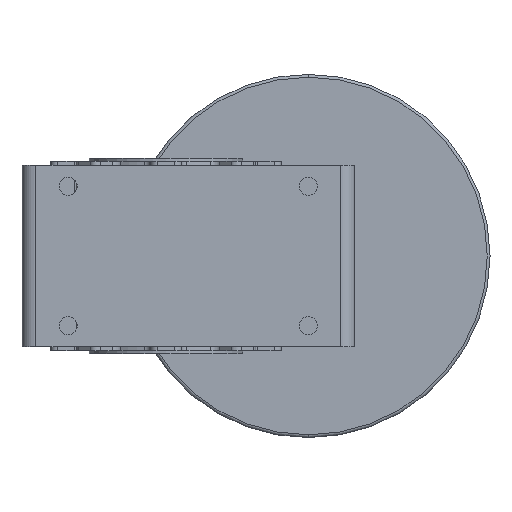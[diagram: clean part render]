
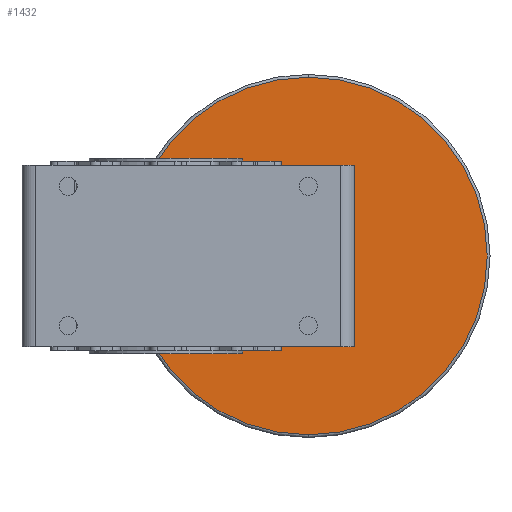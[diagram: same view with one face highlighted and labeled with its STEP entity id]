
A CAD part, front view. The second image highlights one B-rep face of the part: STEP entity #1432.
In plain terms, the highlighted planar face has unit normal (0, -1, 0).
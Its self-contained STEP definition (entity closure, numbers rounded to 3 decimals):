
#92 = DIRECTION ( 'NONE',  ( 0., -1., 0. ) ) ;
#287 = CARTESIAN_POINT ( 'NONE',  ( 240., 218., -42.169 ) ) ;
#466 = VERTEX_POINT ( 'NONE', #1888 ) ;
#470 = EDGE_LOOP ( 'NONE', ( #4812, #1877 ) ) ;
#621 = CARTESIAN_POINT ( 'NONE',  ( 240., 218., 63. ) ) ;
#699 = FACE_OUTER_BOUND ( 'NONE', #2971, .T. ) ;
#828 = CARTESIAN_POINT ( 'NONE',  ( 240., 218., -65. ) ) ;
#936 = ORIENTED_EDGE ( 'NONE', *, *, #4041, .T. ) ;
#946 = DIRECTION ( 'NONE',  ( 0., -1., 0. ) ) ;
#987 = CIRCLE ( 'NONE', #6377, 128. ) ;
#1403 = CIRCLE ( 'NONE', #4795, 22.831 ) ;
#1432 = ADVANCED_FACE ( 'NONE', ( #699, #2968 ), #3653, .T. ) ;
#1667 = VERTEX_POINT ( 'NONE', #7049 ) ;
#1877 = ORIENTED_EDGE ( 'NONE', *, *, #5593, .F. ) ;
#1888 = CARTESIAN_POINT ( 'NONE',  ( 240., 218., -193. ) ) ;
#2058 = CIRCLE ( 'NONE', #2984, 22.831 ) ;
#2717 = CARTESIAN_POINT ( 'NONE',  ( 240., 218., -65. ) ) ;
#2968 = FACE_BOUND ( 'NONE', #470, .T. ) ;
#2971 = EDGE_LOOP ( 'NONE', ( #6297, #936 ) ) ;
#2984 = AXIS2_PLACEMENT_3D ( 'NONE', #6699, #7289, #5263 ) ;
#3653 = PLANE ( 'NONE',  #5668 ) ;
#3698 = DIRECTION ( 'NONE',  ( 0., 0., -1. ) ) ;
#3768 = EDGE_CURVE ( 'NONE', #1667, #4271, #1403, .T. ) ;
#4041 = EDGE_CURVE ( 'NONE', #5229, #466, #987, .T. ) ;
#4271 = VERTEX_POINT ( 'NONE', #287 ) ;
#4348 = DIRECTION ( 'NONE',  ( 0., 0., -1. ) ) ;
#4795 = AXIS2_PLACEMENT_3D ( 'NONE', #5077, #6455, #4348 ) ;
#4812 = ORIENTED_EDGE ( 'NONE', *, *, #3768, .F. ) ;
#5077 = CARTESIAN_POINT ( 'NONE',  ( 240., 218., -65. ) ) ;
#5229 = VERTEX_POINT ( 'NONE', #621 ) ;
#5263 = DIRECTION ( 'NONE',  ( 0., 0., -1. ) ) ;
#5430 = CIRCLE ( 'NONE', #7896, 128. ) ;
#5593 = EDGE_CURVE ( 'NONE', #4271, #1667, #2058, .T. ) ;
#5664 = DIRECTION ( 'NONE',  ( 0., 0., -1. ) ) ;
#5668 = AXIS2_PLACEMENT_3D ( 'NONE', #8939, #8986, #3698 ) ;
#5995 = DIRECTION ( 'NONE',  ( 0., 0., -1. ) ) ;
#6297 = ORIENTED_EDGE ( 'NONE', *, *, #9215, .T. ) ;
#6377 = AXIS2_PLACEMENT_3D ( 'NONE', #2717, #946, #5664 ) ;
#6455 = DIRECTION ( 'NONE',  ( 0., -1., 0. ) ) ;
#6699 = CARTESIAN_POINT ( 'NONE',  ( 240., 218., -65. ) ) ;
#7049 = CARTESIAN_POINT ( 'NONE',  ( 240., 218., -87.831 ) ) ;
#7289 = DIRECTION ( 'NONE',  ( 0., -1., 0. ) ) ;
#7896 = AXIS2_PLACEMENT_3D ( 'NONE', #828, #92, #5995 ) ;
#8939 = CARTESIAN_POINT ( 'NONE',  ( 370., 218., -65. ) ) ;
#8986 = DIRECTION ( 'NONE',  ( 0., -1., 0. ) ) ;
#9215 = EDGE_CURVE ( 'NONE', #466, #5229, #5430, .T. ) ;
